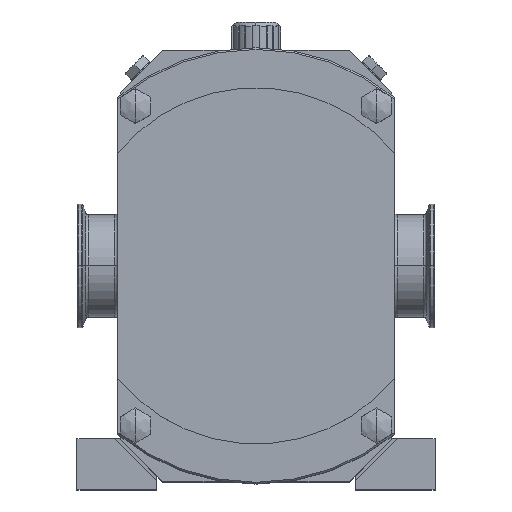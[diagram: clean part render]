
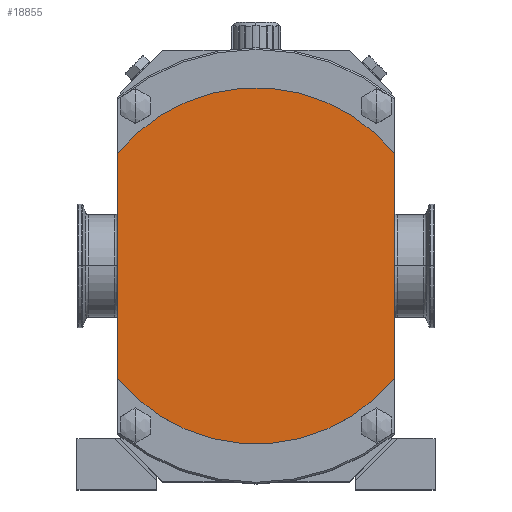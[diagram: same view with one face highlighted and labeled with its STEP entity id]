
A CAD part, top view. The second image highlights one B-rep face of the part: STEP entity #18855.
In plain terms, the highlighted planar face has unit normal (0, 0, 1).
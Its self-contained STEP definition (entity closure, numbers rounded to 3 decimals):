
#1427=CARTESIAN_POINT('',(0.,0.,99.035));
#1428=DIRECTION('',(0.,0.,1.));
#1429=DIRECTION('',(-0.776,-0.631,0.));
#1430=AXIS2_PLACEMENT_3D('',#1427,#1428,#1429);
#1436=DIRECTION('',(0.,-1.,0.));
#1437=VECTOR('',#1436,140.712);
#1438=CARTESIAN_POINT('',(86.5,70.356,99.035));
#1439=LINE('',#1438,#1437);
#1440=DIRECTION('',(0.,1.,0.));
#1441=VECTOR('',#1440,140.712);
#1442=CARTESIAN_POINT('',(-86.5,-70.356,99.035));
#1443=LINE('',#1442,#1441);
#1444=CARTESIAN_POINT('',(0.,0.,99.035));
#1445=DIRECTION('',(0.,0.,1.));
#1446=DIRECTION('',(0.776,0.631,0.));
#1447=AXIS2_PLACEMENT_3D('',#1444,#1445,#1446);
#17116=CARTESIAN_POINT('',(86.5,70.356,99.035));
#17117=VERTEX_POINT('',#17116);
#17118=CARTESIAN_POINT('',(86.5,-70.356,99.035));
#17119=VERTEX_POINT('',#17118);
#17120=CARTESIAN_POINT('',(-86.5,-70.356,99.035));
#17121=CARTESIAN_POINT('',(-86.5,70.356,99.035));
#17122=VERTEX_POINT('',#17120);
#17123=VERTEX_POINT('',#17121);
#18843=CARTESIAN_POINT('',(0.,0.,99.035));
#18844=DIRECTION('',(0.,0.,-1.));
#18845=DIRECTION('',(0.,-1.,0.));
#18846=AXIS2_PLACEMENT_3D('',#18843,#18844,#18845);
#18847=PLANE('',#18846);
#18848=ORIENTED_EDGE('',*,*,#18723,.T.);
#18849=ORIENTED_EDGE('',*,*,#18837,.F.);
#18850=ORIENTED_EDGE('',*,*,#18647,.T.);
#18852=ORIENTED_EDGE('',*,*,#18851,.F.);
#18853=EDGE_LOOP('',(#18848,#18849,#18850,#18852));
#18854=FACE_OUTER_BOUND('',#18853,.F.);
#18855=ADVANCED_FACE('',(#18854),#18847,.F.);
#1431=CIRCLE('',#1430,111.5);
#1448=CIRCLE('',#1447,111.5);
#18647=EDGE_CURVE('',#17122,#17123,#1443,.T.);
#18723=EDGE_CURVE('',#17117,#17119,#1439,.T.);
#18837=EDGE_CURVE('',#17122,#17119,#1431,.T.);
#18851=EDGE_CURVE('',#17117,#17123,#1448,.T.);
